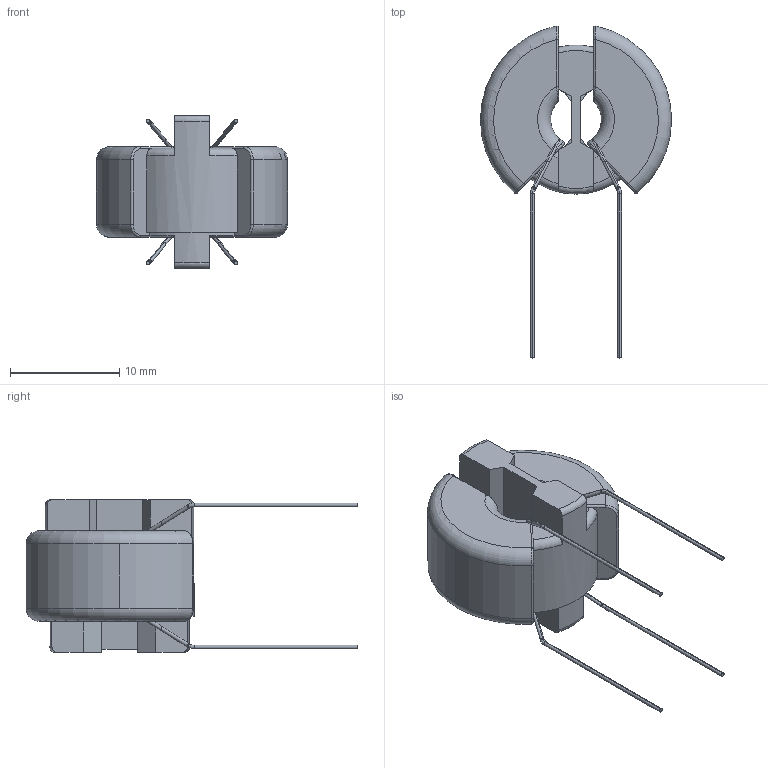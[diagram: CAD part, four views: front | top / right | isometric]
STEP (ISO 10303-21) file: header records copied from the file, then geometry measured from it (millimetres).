
FILE_DESCRIPTION (( 'STEP AP214' ), '1' );
FILE_NAME ('SC-01-80G.STEP', '2019-02-05T05:36:29', ( '' ), ( '' ), 'SwSTEP 2.0', 'SolidWorks 2018', '' );
FILE_SCHEMA (( 'AUTOMOTIVE_DESIGN' ));
Length unit declared in the file: millimetre
Products named in the file (1): SC-01-80G
Bounding box: 17.5 x 30.38 x 14 mm (x, y, z)
Volume: 1783.4 mm3; surface area: 1698.9 mm2
Topology: 1 solids, 1 shells, 272 faces, 769 edges, 490 vertices
Faces by surface type: plane 121, cylinder 73, bspline 36, torus 30, cone 12
Entity records: 16861 total; most frequent: CARTESIAN_POINT 7272, ORIENTED_EDGE 1538, DIRECTION 1223, EDGE_CURVE 769, VERTEX_POINT 490, AXIS2_PLACEMENT_3D 435, VECTOR 353, LINE 353
